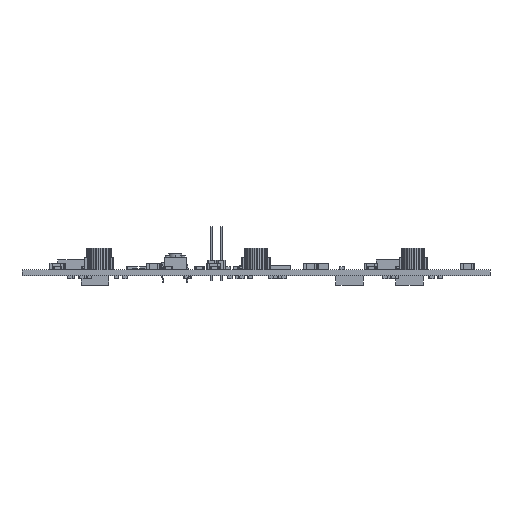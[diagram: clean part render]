
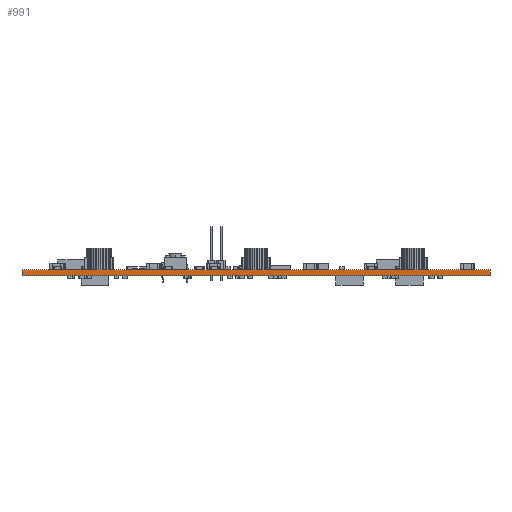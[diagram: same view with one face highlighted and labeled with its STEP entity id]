
A CAD part, front view. The second image highlights one B-rep face of the part: STEP entity #991.
In plain terms, the highlighted planar face has unit normal (0, -1, 0).
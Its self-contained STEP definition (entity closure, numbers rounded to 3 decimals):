
#728 = EDGE_CURVE('',#729,#731,#733,.T.);
#729 = VERTEX_POINT('',#730);
#730 = CARTESIAN_POINT('',(152.4,25.4,0.));
#731 = VERTEX_POINT('',#732);
#732 = CARTESIAN_POINT('',(152.4,25.4,1.575));
#733 = SURFACE_CURVE('',#734,(#738,#750),.PCURVE_S1.);
#734 = LINE('',#735,#736);
#735 = CARTESIAN_POINT('',(152.4,25.4,0.));
#736 = VECTOR('',#737,1.);
#737 = DIRECTION('',(0.,0.,1.));
#738 = PCURVE('',#739,#744);
#739 = PLANE('',#740);
#740 = AXIS2_PLACEMENT_3D('',#741,#742,#743);
#741 = CARTESIAN_POINT('',(152.4,25.4,0.));
#742 = DIRECTION('',(-1.,0.,0.));
#743 = DIRECTION('',(0.,1.,0.));
#744 = DEFINITIONAL_REPRESENTATION('',(#745),#749);
#745 = LINE('',#746,#747);
#746 = CARTESIAN_POINT('',(0.,0.));
#747 = VECTOR('',#748,1.);
#748 = DIRECTION('',(0.,-1.));
#749 = ( GEOMETRIC_REPRESENTATION_CONTEXT(2) 
PARAMETRIC_REPRESENTATION_CONTEXT() REPRESENTATION_CONTEXT('2D SPACE',''
  ) );
#750 = PCURVE('',#751,#756);
#751 = PLANE('',#752);
#752 = AXIS2_PLACEMENT_3D('',#753,#754,#755);
#753 = CARTESIAN_POINT('',(25.4,25.4,0.));
#754 = DIRECTION('',(0.,1.,0.));
#755 = DIRECTION('',(1.,0.,0.));
#756 = DEFINITIONAL_REPRESENTATION('',(#757),#761);
#757 = LINE('',#758,#759);
#758 = CARTESIAN_POINT('',(127.,0.));
#759 = VECTOR('',#760,1.);
#760 = DIRECTION('',(0.,-1.));
#761 = ( GEOMETRIC_REPRESENTATION_CONTEXT(2) 
PARAMETRIC_REPRESENTATION_CONTEXT() REPRESENTATION_CONTEXT('2D SPACE',''
  ) );
#779 = PLANE('',#780);
#780 = AXIS2_PLACEMENT_3D('',#781,#782,#783);
#781 = CARTESIAN_POINT('',(152.4,25.4,1.575));
#782 = DIRECTION('',(0.,0.,-1.));
#783 = DIRECTION('',(-1.,0.,0.));
#833 = PLANE('',#834);
#834 = AXIS2_PLACEMENT_3D('',#835,#836,#837);
#835 = CARTESIAN_POINT('',(152.4,25.4,0.));
#836 = DIRECTION('',(0.,0.,-1.));
#837 = DIRECTION('',(-1.,0.,0.));
#888 = PLANE('',#889);
#889 = AXIS2_PLACEMENT_3D('',#890,#891,#892);
#890 = CARTESIAN_POINT('',(25.4,177.8,0.));
#891 = DIRECTION('',(1.,0.,0.));
#892 = DIRECTION('',(0.,-1.,0.));
#926 = VERTEX_POINT('',#927);
#927 = CARTESIAN_POINT('',(25.4,25.4,1.575));
#948 = EDGE_CURVE('',#949,#926,#951,.T.);
#949 = VERTEX_POINT('',#950);
#950 = CARTESIAN_POINT('',(25.4,25.4,0.));
#951 = SURFACE_CURVE('',#952,(#956,#963),.PCURVE_S1.);
#952 = LINE('',#953,#954);
#953 = CARTESIAN_POINT('',(25.4,25.4,0.));
#954 = VECTOR('',#955,1.);
#955 = DIRECTION('',(0.,0.,1.));
#956 = PCURVE('',#888,#957);
#957 = DEFINITIONAL_REPRESENTATION('',(#958),#962);
#958 = LINE('',#959,#960);
#959 = CARTESIAN_POINT('',(152.4,0.));
#960 = VECTOR('',#961,1.);
#961 = DIRECTION('',(0.,-1.));
#962 = ( GEOMETRIC_REPRESENTATION_CONTEXT(2) 
PARAMETRIC_REPRESENTATION_CONTEXT() REPRESENTATION_CONTEXT('2D SPACE',''
  ) );
#963 = PCURVE('',#751,#964);
#964 = DEFINITIONAL_REPRESENTATION('',(#965),#969);
#965 = LINE('',#966,#967);
#966 = CARTESIAN_POINT('',(0.,0.));
#967 = VECTOR('',#968,1.);
#968 = DIRECTION('',(0.,-1.));
#969 = ( GEOMETRIC_REPRESENTATION_CONTEXT(2) 
PARAMETRIC_REPRESENTATION_CONTEXT() REPRESENTATION_CONTEXT('2D SPACE',''
  ) );
#991 = ADVANCED_FACE('',(#992),#751,.F.);
#992 = FACE_BOUND('',#993,.F.);
#993 = EDGE_LOOP('',(#994,#995,#1016,#1017));
#994 = ORIENTED_EDGE('',*,*,#948,.T.);
#995 = ORIENTED_EDGE('',*,*,#996,.T.);
#996 = EDGE_CURVE('',#926,#731,#997,.T.);
#997 = SURFACE_CURVE('',#998,(#1002,#1009),.PCURVE_S1.);
#998 = LINE('',#999,#1000);
#999 = CARTESIAN_POINT('',(25.4,25.4,1.575));
#1000 = VECTOR('',#1001,1.);
#1001 = DIRECTION('',(1.,0.,0.));
#1002 = PCURVE('',#751,#1003);
#1003 = DEFINITIONAL_REPRESENTATION('',(#1004),#1008);
#1004 = LINE('',#1005,#1006);
#1005 = CARTESIAN_POINT('',(0.,-1.575));
#1006 = VECTOR('',#1007,1.);
#1007 = DIRECTION('',(1.,0.));
#1008 = ( GEOMETRIC_REPRESENTATION_CONTEXT(2) 
PARAMETRIC_REPRESENTATION_CONTEXT() REPRESENTATION_CONTEXT('2D SPACE',''
  ) );
#1009 = PCURVE('',#779,#1010);
#1010 = DEFINITIONAL_REPRESENTATION('',(#1011),#1015);
#1011 = LINE('',#1012,#1013);
#1012 = CARTESIAN_POINT('',(127.,0.));
#1013 = VECTOR('',#1014,1.);
#1014 = DIRECTION('',(-1.,0.));
#1015 = ( GEOMETRIC_REPRESENTATION_CONTEXT(2) 
PARAMETRIC_REPRESENTATION_CONTEXT() REPRESENTATION_CONTEXT('2D SPACE',''
  ) );
#1016 = ORIENTED_EDGE('',*,*,#728,.F.);
#1017 = ORIENTED_EDGE('',*,*,#1018,.F.);
#1018 = EDGE_CURVE('',#949,#729,#1019,.T.);
#1019 = SURFACE_CURVE('',#1020,(#1024,#1031),.PCURVE_S1.);
#1020 = LINE('',#1021,#1022);
#1021 = CARTESIAN_POINT('',(25.4,25.4,0.));
#1022 = VECTOR('',#1023,1.);
#1023 = DIRECTION('',(1.,0.,0.));
#1024 = PCURVE('',#751,#1025);
#1025 = DEFINITIONAL_REPRESENTATION('',(#1026),#1030);
#1026 = LINE('',#1027,#1028);
#1027 = CARTESIAN_POINT('',(0.,0.));
#1028 = VECTOR('',#1029,1.);
#1029 = DIRECTION('',(1.,0.));
#1030 = ( GEOMETRIC_REPRESENTATION_CONTEXT(2) 
PARAMETRIC_REPRESENTATION_CONTEXT() REPRESENTATION_CONTEXT('2D SPACE',''
  ) );
#1031 = PCURVE('',#833,#1032);
#1032 = DEFINITIONAL_REPRESENTATION('',(#1033),#1037);
#1033 = LINE('',#1034,#1035);
#1034 = CARTESIAN_POINT('',(127.,0.));
#1035 = VECTOR('',#1036,1.);
#1036 = DIRECTION('',(-1.,0.));
#1037 = ( GEOMETRIC_REPRESENTATION_CONTEXT(2) 
PARAMETRIC_REPRESENTATION_CONTEXT() REPRESENTATION_CONTEXT('2D SPACE',''
  ) );
